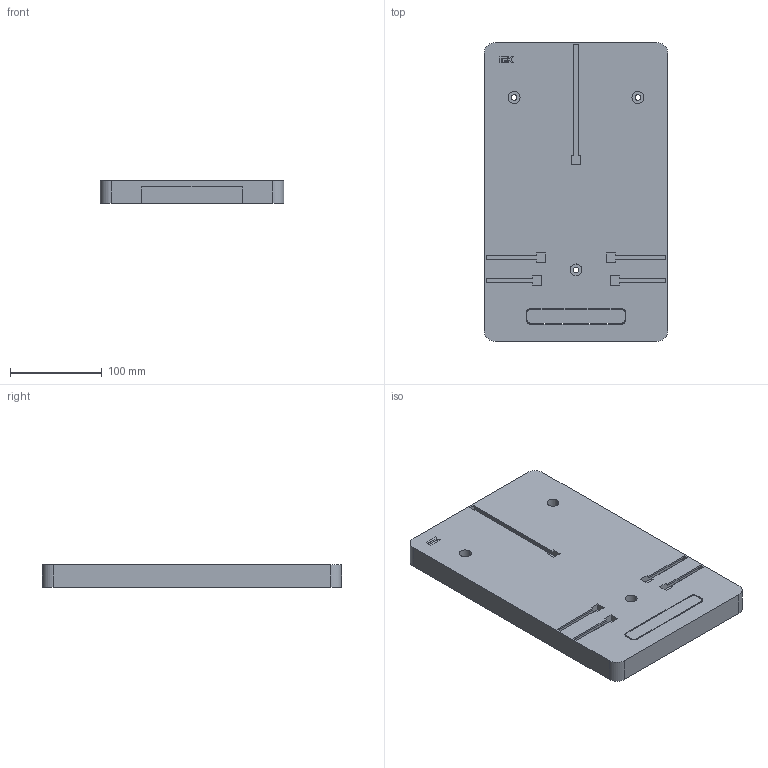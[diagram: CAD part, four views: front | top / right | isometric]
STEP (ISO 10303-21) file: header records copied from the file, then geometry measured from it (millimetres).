
FILE_DESCRIPTION (( 'STEP AP214' ), '1' );
FILE_NAME ('MPP11-2 Ïàíåëü äëÿ óñò.ñ÷åò÷èêà ÏÓ2_0 óíèâåðñàëüíàÿ ÈÝÊ.STEP', '2016-12-23T08:11:28', ( '' ), ( '' ), 'SwSTEP 2.0', 'SolidWorks 2014', '' );
FILE_SCHEMA (( 'AUTOMOTIVE_DESIGN' ));
Length unit declared in the file: millimetre
Products named in the file (1): MPP11-2 Ïàíåëü äëÿ óñò.ñ÷åò÷èêà ÏÓ2_0 óíèâåðñàëüíàÿ ÈÝÊ
Bounding box: 200 x 326 x 25 mm (x, y, z)
Volume: 194201.3 mm3; surface area: 201216.4 mm2
Topology: 1 solids, 1 shells, 219 faces, 591 edges, 394 vertices
Faces by surface type: plane 179, cylinder 40
Entity records: 6879 total; most frequent: CARTESIAN_POINT 1205, ORIENTED_EDGE 1182, DIRECTION 1111, EDGE_CURVE 591, LINE 511, VECTOR 511, VERTEX_POINT 394, AXIS2_PLACEMENT_3D 300
